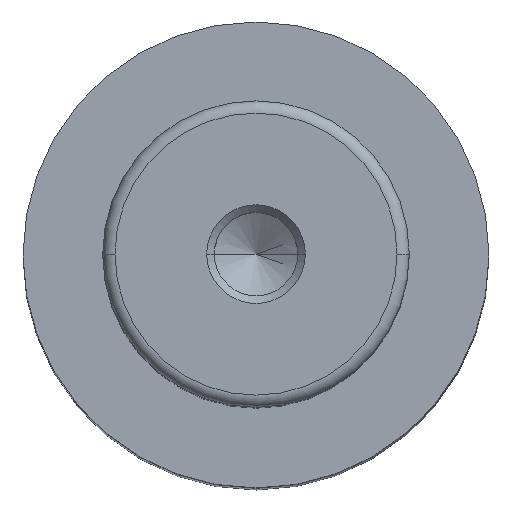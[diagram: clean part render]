
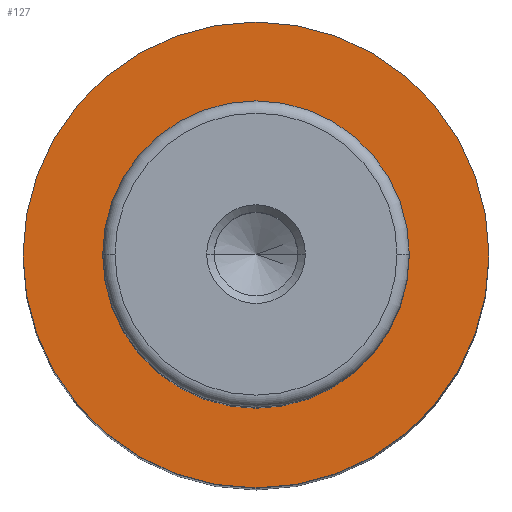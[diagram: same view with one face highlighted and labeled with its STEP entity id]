
A CAD part, top view. The second image highlights one B-rep face of the part: STEP entity #127.
In plain terms, the highlighted planar face has unit normal (0, 0, 1).
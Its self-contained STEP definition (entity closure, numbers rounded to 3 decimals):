
#34 = ORIENTED_EDGE ( 'NONE', *, *, #801, .F. ) ;
#38 = ORIENTED_EDGE ( 'NONE', *, *, #1164, .T. ) ;
#52 = AXIS2_PLACEMENT_3D ( 'NONE', #285, #288, #100 ) ;
#68 = VERTEX_POINT ( 'NONE', #718 ) ;
#100 = DIRECTION ( 'NONE',  ( -1., 0., 0. ) ) ;
#103 = EDGE_LOOP ( 'NONE', ( #1105, #38 ) ) ;
#119 = AXIS2_PLACEMENT_3D ( 'NONE', #931, #542, #821 ) ;
#127 = ADVANCED_FACE ( 'NONE', ( #189, #496 ), #743, .T. ) ;
#131 = DIRECTION ( 'NONE',  ( 0., 0., -1. ) ) ;
#132 = CARTESIAN_POINT ( 'NONE',  ( 19., 0., 95. ) ) ;
#189 = FACE_BOUND ( 'NONE', #103, .T. ) ;
#254 = VERTEX_POINT ( 'NONE', #810 ) ;
#255 = CARTESIAN_POINT ( 'NONE',  ( 0., 0., 95. ) ) ;
#285 = CARTESIAN_POINT ( 'NONE',  ( 0., 0., 95. ) ) ;
#286 = AXIS2_PLACEMENT_3D ( 'NONE', #645, #658, #463 ) ;
#288 = DIRECTION ( 'NONE',  ( 0., 0., -1. ) ) ;
#290 = EDGE_CURVE ( 'NONE', #254, #613, #773, .T. ) ;
#323 = CARTESIAN_POINT ( 'NONE',  ( 0., 0., 95. ) ) ;
#324 = CIRCLE ( 'NONE', #576, 19. ) ;
#463 = DIRECTION ( 'NONE',  ( 1., 0., 0. ) ) ;
#480 = CIRCLE ( 'NONE', #52, 12.5 ) ;
#496 = FACE_OUTER_BOUND ( 'NONE', #909, .T. ) ;
#542 = DIRECTION ( 'NONE',  ( 0., 0., -1. ) ) ;
#576 = AXIS2_PLACEMENT_3D ( 'NONE', #255, #725, #814 ) ;
#604 = CARTESIAN_POINT ( 'NONE',  ( 12.5, 0., 95. ) ) ;
#608 = CIRCLE ( 'NONE', #986, 12.5 ) ;
#613 = VERTEX_POINT ( 'NONE', #132 ) ;
#645 = CARTESIAN_POINT ( 'NONE',  ( -12.5, 0., 95. ) ) ;
#658 = DIRECTION ( 'NONE',  ( 0., 0., 1. ) ) ;
#718 = CARTESIAN_POINT ( 'NONE',  ( -12.5, 0., 95. ) ) ;
#725 = DIRECTION ( 'NONE',  ( 0., 0., -1. ) ) ;
#743 = PLANE ( 'NONE',  #286 ) ;
#773 = CIRCLE ( 'NONE', #119, 19. ) ;
#782 = DIRECTION ( 'NONE',  ( -1., 0., 0. ) ) ;
#801 = EDGE_CURVE ( 'NONE', #613, #254, #324, .T. ) ;
#810 = CARTESIAN_POINT ( 'NONE',  ( -19., 0., 95. ) ) ;
#814 = DIRECTION ( 'NONE',  ( -1., 0., 0. ) ) ;
#821 = DIRECTION ( 'NONE',  ( -1., 0., 0. ) ) ;
#909 = EDGE_LOOP ( 'NONE', ( #1189, #34 ) ) ;
#913 = EDGE_CURVE ( 'NONE', #68, #1162, #480, .T. ) ;
#931 = CARTESIAN_POINT ( 'NONE',  ( 0., 0., 95. ) ) ;
#986 = AXIS2_PLACEMENT_3D ( 'NONE', #323, #131, #782 ) ;
#1105 = ORIENTED_EDGE ( 'NONE', *, *, #913, .T. ) ;
#1162 = VERTEX_POINT ( 'NONE', #604 ) ;
#1164 = EDGE_CURVE ( 'NONE', #1162, #68, #608, .T. ) ;
#1189 = ORIENTED_EDGE ( 'NONE', *, *, #290, .F. ) ;
